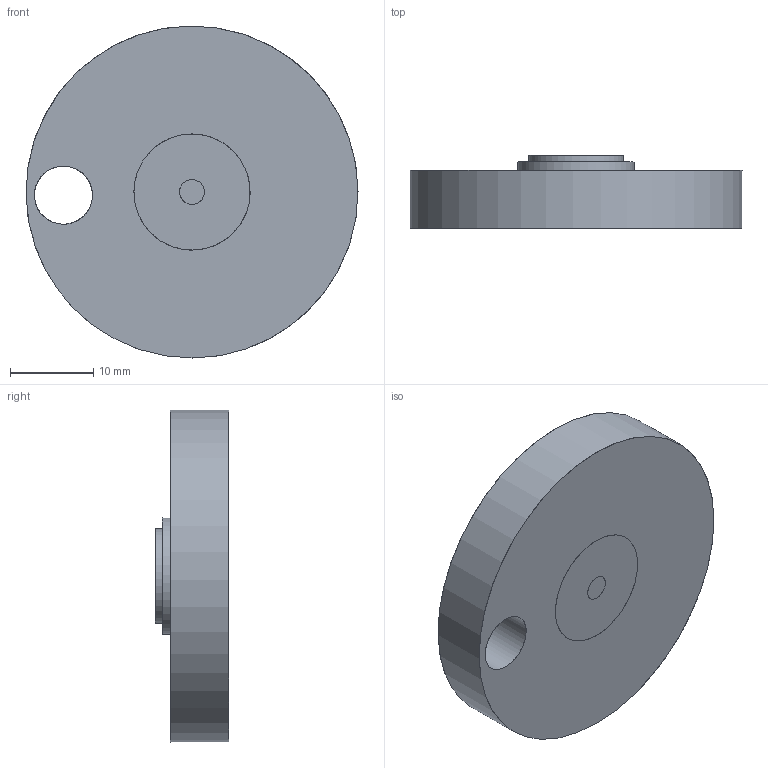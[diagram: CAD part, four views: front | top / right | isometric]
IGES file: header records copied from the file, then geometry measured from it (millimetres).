
Global section: file name: 35Hdial.igs; native system: Rhinoceros ( Sep 27 2012 ); preprocessor: Trout Lake IGES 012 Sep 27 2012; date: 150208.051111; units: millimetre
Bounding box: 40 x 8.8 x 40 mm (x, y, z)
Surface area: 4879.8 mm2 (no closed solid volume)
Topology: 0 solids, 0 shells, 23 faces, 120 edges, 109 vertices
Faces by surface type: bspline 23
